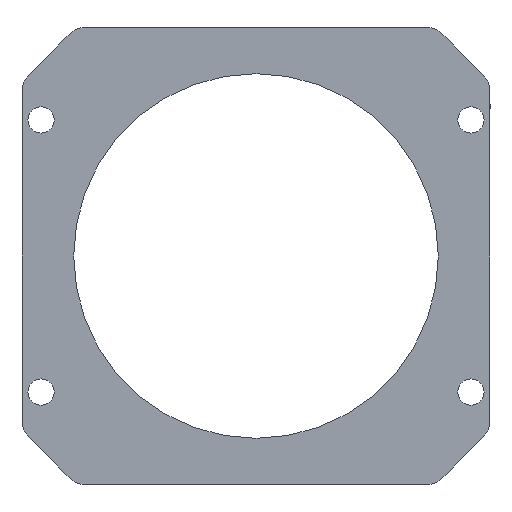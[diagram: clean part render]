
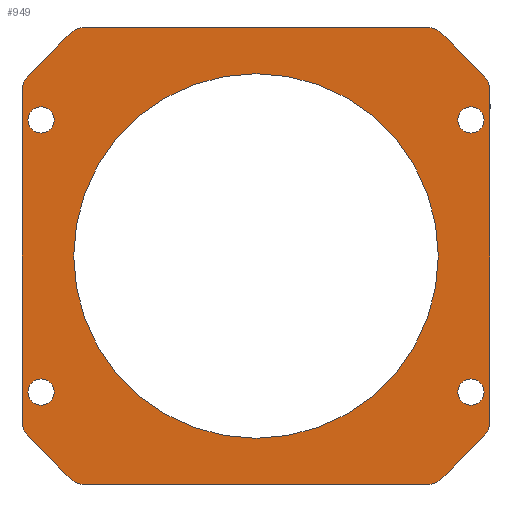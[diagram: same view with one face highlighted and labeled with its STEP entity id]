
A CAD part, left-side view. The second image highlights one B-rep face of the part: STEP entity #949.
In plain terms, the highlighted planar face has unit normal (-1, 0, 0).
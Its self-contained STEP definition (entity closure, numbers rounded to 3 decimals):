
#30=PLANE('',#1064);
#50=FACE_BOUND('',#308,.T.);
#51=FACE_BOUND('',#309,.T.);
#52=FACE_BOUND('',#310,.T.);
#53=FACE_BOUND('',#311,.T.);
#54=FACE_BOUND('',#312,.T.);
#61=LINE('',#1453,#113);
#68=LINE('',#1489,#120);
#92=LINE('',#1738,#144);
#96=LINE('',#1754,#148);
#99=LINE('',#1762,#151);
#102=LINE('',#1772,#154);
#104=LINE('',#1780,#156);
#106=LINE('',#1786,#158);
#113=VECTOR('',#1091,31.343);
#120=VECTOR('',#1110,31.343);
#144=VECTOR('',#1258,30.343);
#148=VECTOR('',#1268,30.343);
#151=VECTOR('',#1277,5.414);
#154=VECTOR('',#1290,5.414);
#156=VECTOR('',#1302,5.414);
#158=VECTOR('',#1310,5.414);
#236=FACE_OUTER_BOUND('',#307,.T.);
#307=EDGE_LOOP('',(#865,#866,#867,#868,#869,#870,#871,#872,#873,#874,#875,
#876,#877,#878,#879,#880));
#308=EDGE_LOOP('',(#881));
#309=EDGE_LOOP('',(#882));
#310=EDGE_LOOP('',(#883));
#311=EDGE_LOOP('',(#884));
#312=EDGE_LOOP('',(#885));
#335=CIRCLE('',#971,16.75);
#370=CIRCLE('',#1027,2.);
#371=CIRCLE('',#1030,2.);
#372=CIRCLE('',#1033,2.);
#373=CIRCLE('',#1036,2.);
#374=CIRCLE('',#1038,2.);
#375=CIRCLE('',#1041,2.);
#376=CIRCLE('',#1043,2.);
#377=CIRCLE('',#1046,2.);
#379=CIRCLE('',#1051,1.2);
#381=CIRCLE('',#1055,1.2);
#383=CIRCLE('',#1059,1.2);
#385=CIRCLE('',#1063,1.2);
#407=VERTEX_POINT('',#1450);
#408=VERTEX_POINT('',#1452);
#418=VERTEX_POINT('',#1486);
#419=VERTEX_POINT('',#1488);
#424=VERTEX_POINT('',#1504);
#467=VERTEX_POINT('',#1724);
#468=VERTEX_POINT('',#1725);
#469=VERTEX_POINT('',#1736);
#470=VERTEX_POINT('',#1740);
#471=VERTEX_POINT('',#1741);
#472=VERTEX_POINT('',#1752);
#473=VERTEX_POINT('',#1756);
#474=VERTEX_POINT('',#1760);
#475=VERTEX_POINT('',#1764);
#476=VERTEX_POINT('',#1768);
#477=VERTEX_POINT('',#1776);
#478=VERTEX_POINT('',#1782);
#480=VERTEX_POINT('',#1791);
#482=VERTEX_POINT('',#1797);
#484=VERTEX_POINT('',#1803);
#486=VERTEX_POINT('',#1809);
#502=EDGE_CURVE('',#408,#407,#61,.T.);
#515=EDGE_CURVE('',#419,#418,#68,.T.);
#522=EDGE_CURVE('',#424,#424,#335,.T.);
#582=EDGE_CURVE('',#467,#468,#370,.T.);
#588=EDGE_CURVE('',#467,#469,#92,.T.);
#589=EDGE_CURVE('',#470,#471,#371,.T.);
#595=EDGE_CURVE('',#470,#472,#96,.T.);
#597=EDGE_CURVE('',#473,#472,#372,.T.);
#599=EDGE_CURVE('',#474,#473,#99,.T.);
#600=EDGE_CURVE('',#419,#475,#373,.T.);
#603=EDGE_CURVE('',#476,#418,#374,.T.);
#604=EDGE_CURVE('',#471,#476,#102,.T.);
#605=EDGE_CURVE('',#408,#474,#375,.T.);
#607=EDGE_CURVE('',#477,#407,#376,.T.);
#608=EDGE_CURVE('',#468,#477,#104,.T.);
#610=EDGE_CURVE('',#478,#469,#377,.T.);
#611=EDGE_CURVE('',#475,#478,#106,.T.);
#613=EDGE_CURVE('',#480,#480,#379,.T.);
#615=EDGE_CURVE('',#482,#482,#381,.T.);
#617=EDGE_CURVE('',#484,#484,#383,.T.);
#619=EDGE_CURVE('',#486,#486,#385,.T.);
#865=ORIENTED_EDGE('',*,*,#582,.F.);
#866=ORIENTED_EDGE('',*,*,#588,.T.);
#867=ORIENTED_EDGE('',*,*,#610,.F.);
#868=ORIENTED_EDGE('',*,*,#611,.F.);
#869=ORIENTED_EDGE('',*,*,#600,.F.);
#870=ORIENTED_EDGE('',*,*,#515,.T.);
#871=ORIENTED_EDGE('',*,*,#603,.F.);
#872=ORIENTED_EDGE('',*,*,#604,.F.);
#873=ORIENTED_EDGE('',*,*,#589,.F.);
#874=ORIENTED_EDGE('',*,*,#595,.T.);
#875=ORIENTED_EDGE('',*,*,#597,.F.);
#876=ORIENTED_EDGE('',*,*,#599,.F.);
#877=ORIENTED_EDGE('',*,*,#605,.F.);
#878=ORIENTED_EDGE('',*,*,#502,.T.);
#879=ORIENTED_EDGE('',*,*,#607,.F.);
#880=ORIENTED_EDGE('',*,*,#608,.F.);
#881=ORIENTED_EDGE('',*,*,#522,.T.);
#882=ORIENTED_EDGE('',*,*,#613,.T.);
#883=ORIENTED_EDGE('',*,*,#615,.T.);
#884=ORIENTED_EDGE('',*,*,#617,.T.);
#885=ORIENTED_EDGE('',*,*,#619,.T.);
#949=ADVANCED_FACE('',(#236,#50,#51,#52,#53,#54),#30,.F.);
#971=AXIS2_PLACEMENT_3D('',#1505,#1122,#1123);
#1027=AXIS2_PLACEMENT_3D('',#1726,#1251,#1252);
#1030=AXIS2_PLACEMENT_3D('',#1742,#1261,#1262);
#1033=AXIS2_PLACEMENT_3D('',#1758,#1272,#1273);
#1036=AXIS2_PLACEMENT_3D('',#1765,#1280,#1281);
#1038=AXIS2_PLACEMENT_3D('',#1770,#1286,#1287);
#1041=AXIS2_PLACEMENT_3D('',#1774,#1293,#1294);
#1043=AXIS2_PLACEMENT_3D('',#1778,#1298,#1299);
#1046=AXIS2_PLACEMENT_3D('',#1784,#1306,#1307);
#1051=AXIS2_PLACEMENT_3D('',#1792,#1317,#1318);
#1055=AXIS2_PLACEMENT_3D('',#1798,#1325,#1326);
#1059=AXIS2_PLACEMENT_3D('',#1804,#1333,#1334);
#1063=AXIS2_PLACEMENT_3D('',#1810,#1341,#1342);
#1064=AXIS2_PLACEMENT_3D('',#1811,#1343,#1344);
#1091=DIRECTION('',(0.,-1.,0.));
#1110=DIRECTION('',(0.,1.,0.));
#1122=DIRECTION('center_axis',(1.,0.,0.));
#1123=DIRECTION('ref_axis',(0.,0.,-1.));
#1251=DIRECTION('center_axis',(1.,0.,0.));
#1252=DIRECTION('ref_axis',(0.,-0.924,-0.383));
#1258=DIRECTION('',(0.,0.,1.));
#1261=DIRECTION('center_axis',(1.,0.,0.));
#1262=DIRECTION('ref_axis',(0.,0.924,0.383));
#1268=DIRECTION('',(0.,0.,-1.));
#1272=DIRECTION('center_axis',(1.,0.,0.));
#1273=DIRECTION('ref_axis',(0.,0.924,-0.383));
#1277=DIRECTION('',(0.,0.707,0.707));
#1280=DIRECTION('center_axis',(1.,0.,0.));
#1281=DIRECTION('ref_axis',(0.,-0.383,0.924));
#1286=DIRECTION('center_axis',(1.,0.,0.));
#1287=DIRECTION('ref_axis',(0.,0.383,0.924));
#1290=DIRECTION('',(0.,-0.707,0.707));
#1293=DIRECTION('center_axis',(1.,0.,0.));
#1294=DIRECTION('ref_axis',(0.,0.383,-0.924));
#1298=DIRECTION('center_axis',(1.,0.,0.));
#1299=DIRECTION('ref_axis',(0.,-0.383,-0.924));
#1302=DIRECTION('',(0.,0.707,-0.707));
#1306=DIRECTION('center_axis',(1.,0.,0.));
#1307=DIRECTION('ref_axis',(0.,-0.924,0.383));
#1310=DIRECTION('',(0.,-0.707,-0.707));
#1317=DIRECTION('center_axis',(1.,0.,0.));
#1318=DIRECTION('ref_axis',(0.,0.,-1.));
#1325=DIRECTION('center_axis',(1.,0.,0.));
#1326=DIRECTION('ref_axis',(0.,0.,-1.));
#1333=DIRECTION('center_axis',(1.,0.,0.));
#1334=DIRECTION('ref_axis',(0.,0.,-1.));
#1341=DIRECTION('center_axis',(1.,0.,0.));
#1342=DIRECTION('ref_axis',(0.,0.,-1.));
#1343=DIRECTION('center_axis',(1.,0.,0.));
#1344=DIRECTION('ref_axis',(0.,0.,-1.));
#1450=CARTESIAN_POINT('',(0.,-15.672,-21.));
#1452=CARTESIAN_POINT('',(0.,15.672,-21.));
#1453=CARTESIAN_POINT('',(0.,21.5,-21.));
#1486=CARTESIAN_POINT('',(0.,15.672,21.));
#1488=CARTESIAN_POINT('',(0.,-15.672,21.));
#1489=CARTESIAN_POINT('',(0.,-21.5,21.));
#1504=CARTESIAN_POINT('',(0.,0.,-16.75));
#1505=CARTESIAN_POINT('Origin',(0.,0.,0.));
#1724=CARTESIAN_POINT('',(0.,-21.5,-15.172));
#1725=CARTESIAN_POINT('',(0.,-20.914,-16.586));
#1726=CARTESIAN_POINT('Origin',(0.,-19.5,-15.172));
#1736=CARTESIAN_POINT('',(0.,-21.5,15.172));
#1738=CARTESIAN_POINT('',(0.,-21.5,-21.));
#1740=CARTESIAN_POINT('',(0.,21.5,15.172));
#1741=CARTESIAN_POINT('',(0.,20.914,16.586));
#1742=CARTESIAN_POINT('Origin',(0.,19.5,15.172));
#1752=CARTESIAN_POINT('',(0.,21.5,-15.172));
#1754=CARTESIAN_POINT('',(0.,21.5,21.));
#1756=CARTESIAN_POINT('',(0.,20.914,-16.586));
#1758=CARTESIAN_POINT('Origin',(0.,19.5,-15.172));
#1760=CARTESIAN_POINT('',(0.,17.086,-20.414));
#1762=CARTESIAN_POINT('',(0.,18.875,-18.625));
#1764=CARTESIAN_POINT('',(0.,-17.086,20.414));
#1765=CARTESIAN_POINT('Origin',(0.,-15.672,19.));
#1768=CARTESIAN_POINT('',(0.,17.086,20.414));
#1770=CARTESIAN_POINT('Origin',(0.,15.672,19.));
#1772=CARTESIAN_POINT('',(0.,18.875,18.625));
#1774=CARTESIAN_POINT('Origin',(0.,15.672,-19.));
#1776=CARTESIAN_POINT('',(0.,-17.086,-20.414));
#1778=CARTESIAN_POINT('Origin',(0.,-15.672,-19.));
#1780=CARTESIAN_POINT('',(0.,-18.875,-18.625));
#1782=CARTESIAN_POINT('',(0.,-20.914,16.586));
#1784=CARTESIAN_POINT('Origin',(0.,-19.5,15.172));
#1786=CARTESIAN_POINT('',(0.,-18.875,18.625));
#1791=CARTESIAN_POINT('',(0.,-19.75,-11.3));
#1792=CARTESIAN_POINT('Origin',(0.,-19.75,-12.5));
#1797=CARTESIAN_POINT('',(0.,19.75,-11.3));
#1798=CARTESIAN_POINT('Origin',(0.,19.75,-12.5));
#1803=CARTESIAN_POINT('',(0.,19.75,13.7));
#1804=CARTESIAN_POINT('Origin',(0.,19.75,12.5));
#1809=CARTESIAN_POINT('',(0.,-19.75,13.7));
#1810=CARTESIAN_POINT('Origin',(0.,-19.75,12.5));
#1811=CARTESIAN_POINT('Origin',(0.,0.,0.));
